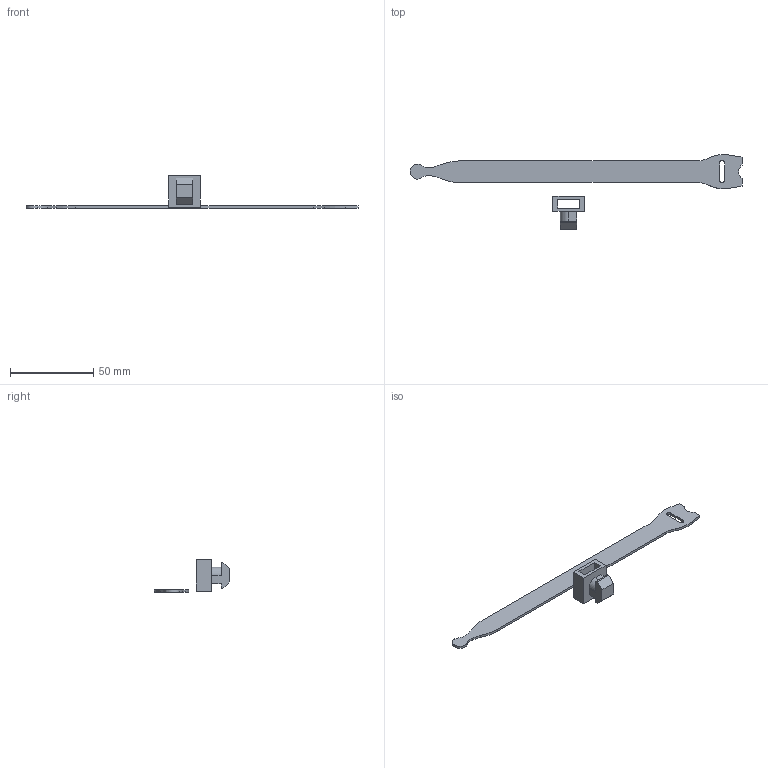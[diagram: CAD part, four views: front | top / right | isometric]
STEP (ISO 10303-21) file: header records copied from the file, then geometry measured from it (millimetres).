
FILE_DESCRIPTION (( 'STEP AP214' ), '1' );
FILE_NAME ('093050S03.STEP', '2015-05-18T11:33:05', ( 'Admin' ), ( 'Hewlett-Packard Company' ), 'SwSTEP 2.0', 'SolidWorks 2014', '' );
FILE_SCHEMA (( 'AUTOMOTIVE_DESIGN' ));
Length unit declared in the file: millimetre
Products named in the file (3): 093050S03; 093050_Standard; 340me8200kl_340ME13200KL
Assembly tree (2 placements, depth 2):
  093050S03
    093050_Standard
    340me8200kl_340ME13200KL
Bounding box: 199.98 x 45.19 x 19.78 mm (x, y, z)
Volume: 6974.9 mm3; surface area: 8285.3 mm2
Topology: 2 solids, 2 shells, 47 faces, 126 edges, 84 vertices
Faces by surface type: plane 31, cylinder 16
Entity records: 1590 total; most frequent: CARTESIAN_POINT 262, DIRECTION 262, ORIENTED_EDGE 252, EDGE_CURVE 126, VECTOR 94, LINE 94, VERTEX_POINT 84, AXIS2_PLACEMENT_3D 84
